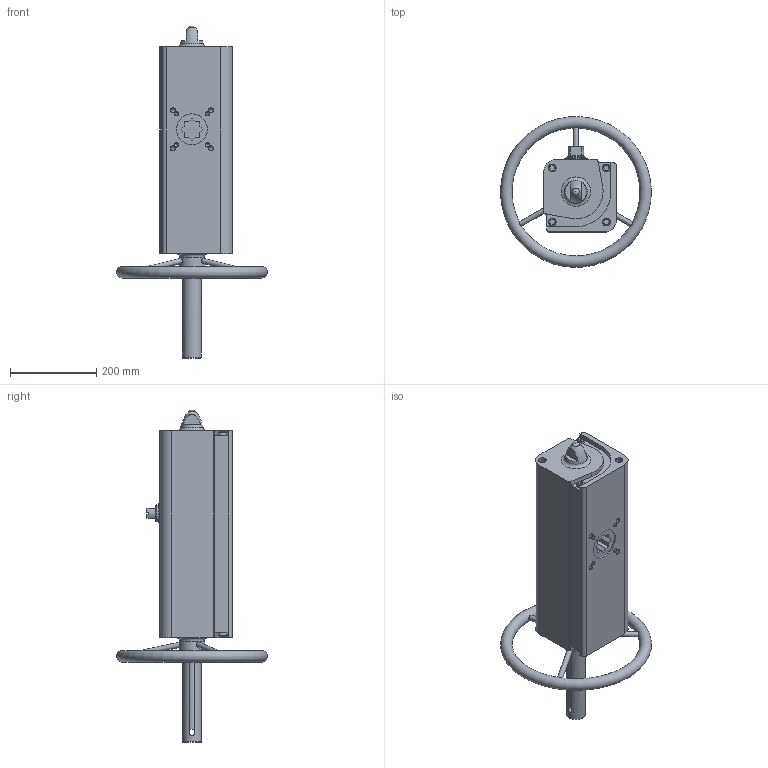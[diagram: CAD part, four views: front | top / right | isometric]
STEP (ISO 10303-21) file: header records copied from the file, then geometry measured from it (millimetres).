
FILE_DESCRIPTION(/* description */ ('STEP AP214'),/* implementation_level */ '2;1');
FILE_NAME(/* name */ '8005020_DAPS-0960-090-R-F1012-MW-T6',/* time_stamp */ '2024-08-13T17:35:47+02:00',/* author */ ('License CC BY-ND 4.0'),/* organization */ ('CADENAS'),/* preprocessor_version */ 'ST-DEVELOPER v19.3',/* originating_system */ 'PARTsolutions',/* authorisation */ ' ');
FILE_SCHEMA (('AUTOMOTIVE_DESIGN {1 0 10303 214 3 1 1}'));
Length unit declared in the file: millimetre
Products named in the file (3): 8005020 DAPS-0960-090-R-F1012-MW-T6---0; 8005020 DAPS-0960-090-R-F1012-MW-T6---(1); 8005020 DAPS-0960-090-R-F1012-MW-T6---(2)
Assembly tree (2 placements, depth 2):
  8005020 DAPS-0960-090-R-F1012-MW-T6---0
    8005020 DAPS-0960-090-R-F1012-MW-T6---(1)
    8005020 DAPS-0960-090-R-F1012-MW-T6---(2)
Bounding box: 349.64 x 350 x 770.2 mm (x, y, z)
Volume: 14010099.9 mm3; surface area: 603009.6 mm2
Topology: 2 solids, 2 shells, 265 faces, 669 edges, 431 vertices
Faces by surface type: plane 142, cylinder 68, cone 42, torus 12, sphere 1
Full cylindrical faces by diameter (mm): 4.134 x8, 4.917 x1, 8.376 x4, 10.106 x4, 11.445 x2, 12 x3, 18 x8, 39 x1, 40 x1, 44 x2, 53 x2, 60 x1, 72 x2, 75.6 x1
Entity records: 7333 total; most frequent: CARTESIAN_POINT 1379, DIRECTION 1230, ORIENTED_EDGE 1056, EDGE_CURVE 528, AXIS2_PLACEMENT_3D 450, FACE_BOUND 411, VERTEX_POINT 405, EDGE_LOOP 392
